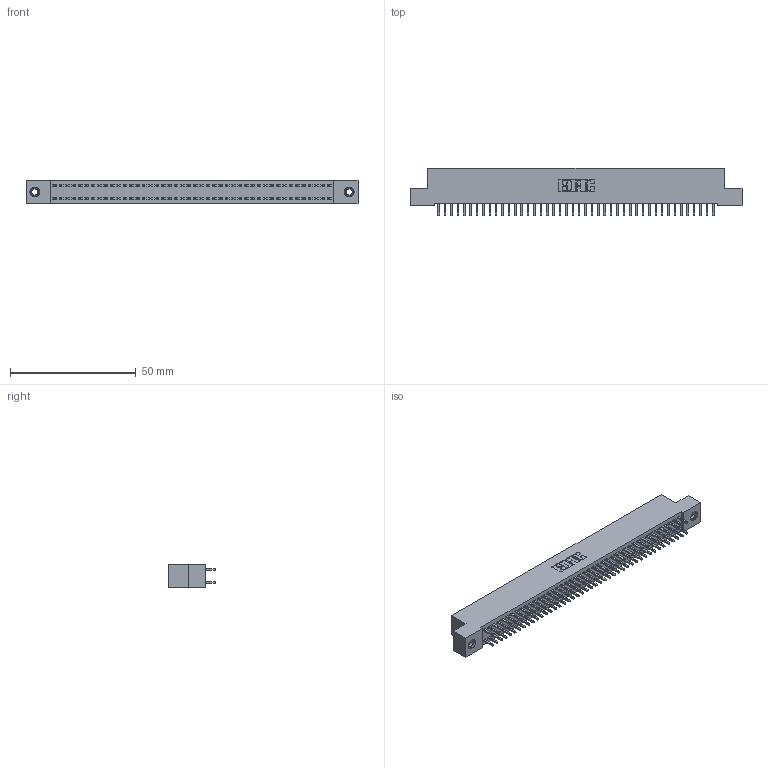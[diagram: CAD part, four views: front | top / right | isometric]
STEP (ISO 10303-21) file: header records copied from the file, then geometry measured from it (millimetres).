
FILE_DESCRIPTION (( 'STEP AP203' ), '1' );
FILE_NAME ('392-088-521-207.STEP', '2018-08-18T05:55:57', ( '' ), ( '' ), 'SwSTEP 2.0', 'SolidWorks 2016', '' );
FILE_SCHEMA (( 'CONFIG_CONTROL_DESIGN' ));
Length unit declared in the file: inch
Products named in the file (4): 345-292-001_345-293-121; 345-250-001_345-250-005-103; 392-088-521-207; 342 Part_TI
Assembly tree (91 placements, depth 2):
  392-088-521-207
    342 Part_TI
    345-292-001_345-293-121  x88
    345-250-001_345-250-005-103  x2
Bounding box: 132.08 x 19.06 x 9.4 mm (x, y, z)
Volume: 11828.2 mm3; surface area: 19085.3 mm2
Topology: 91 solids, 91 shells, 4746 faces, 14075 edges, 9258 vertices
Faces by surface type: plane 3266, cylinder 1464, cone 12, torus 4
Entity records: 29120 total; most frequent: CARTESIAN_POINT 4805, ORIENTED_EDGE 4734, DIRECTION 4133, EDGE_CURVE 2367, LINE 2219, VECTOR 2219, VERTEX_POINT 1572, AXIS2_PLACEMENT_3D 957
